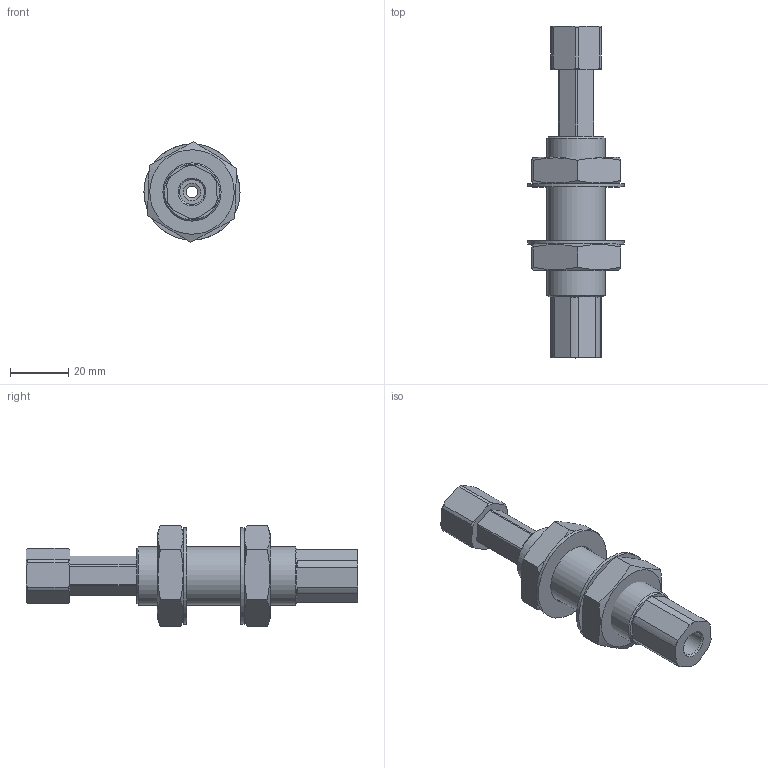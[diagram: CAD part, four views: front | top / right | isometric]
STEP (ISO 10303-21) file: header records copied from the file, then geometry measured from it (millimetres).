
FILE_DESCRIPTION(('STEP AP214'),'1');
FILE_NAME('CA.SDNG.2025.stp','2016-08-01T08:39:58',(' '),(' '),'Spatial InterOp 3D',' ',' ');
FILE_SCHEMA(('automotive_design'));
Length unit declared in the file: millimetre
Products named in the file (10): VSN.2025.1.2; VSNG.2025.2.1; VSN.2025.3; VSN.2025.1.1; VSN.20.1; VSN.20.2; M.12X39.50; R.20.SCH; 05.02.001.06
Assembly tree (11 placements, depth 2):
  (unnamed)
    VSN.2025.1.2
    VSNG.2025.2.1
    VSN.2025.3
    VSN.2025.1.1
    VSN.20.1
    VSN.20.2
    M.12X39.50
    R.20.SCH  x2
    05.02.001.06  x2
Bounding box: 33 x 114 x 34.62 mm (x, y, z)
Volume: 33720.3 mm3; surface area: 25242.2 mm2
Topology: 11 solids, 11 shells, 159 faces, 377 edges, 246 vertices
Faces by surface type: plane 65, cylinder 46, cone 45, torus 2, bspline 1
Full cylindrical faces by diameter (mm): 4 x1, 6 x4, 7 x1, 8.566 x4, 9.4 x1, 9.728 x2, 10 x3, 10.1 x1, 14 x1, 16 x1, 16.02 x1, 18.376 x2, 20 x1, 21 x2, 33 x2
Entity records: 8427 total; most frequent: CARTESIAN_POINT 3974, DIRECTION 646, ORIENTED_EDGE 574, EDGE_CURVE 287, AXIS2_PLACEMENT_3D 277, VERTEX_POINT 212, EDGE_LOOP 211, FACE_OUTER_BOUND 170
